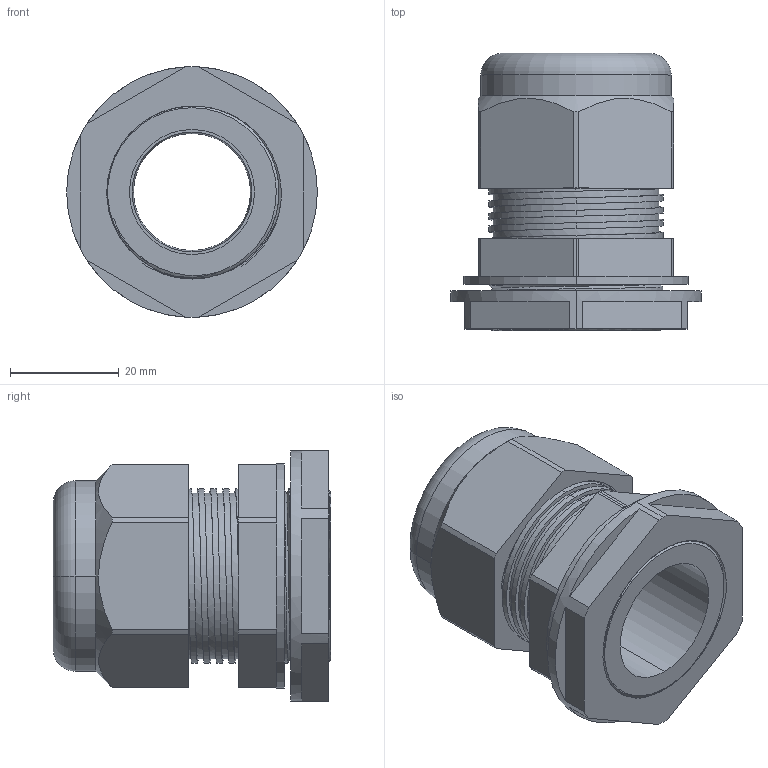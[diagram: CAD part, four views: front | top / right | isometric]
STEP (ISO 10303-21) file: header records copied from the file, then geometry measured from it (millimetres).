
FILE_DESCRIPTION (( 'STEP AP203' ), '1' );
FILE_NAME ('BM-ENX-14-W.step', '2016-02-11T13:25:52', ( '' ), ( '' ), 'SwSTEP 2.0', 'SolidWorks 2015', '' );
FILE_SCHEMA (( 'CONFIG_CONTROL_DESIGN' ));
Length unit declared in the file: millimetre
Products named in the file (1): BM-ENX-14-W
Bounding box: 46.1 x 51 x 46.1 mm (x, y, z)
Volume: 31090.6 mm3; surface area: 26204.1 mm2
Topology: 5 solids, 5 shells, 243 faces, 683 edges, 454 vertices
Faces by surface type: plane 139, cylinder 83, bspline 10, cone 7, torus 4
Entity records: 12254 total; most frequent: CARTESIAN_POINT 6100, ORIENTED_EDGE 1366, DIRECTION 1218, EDGE_CURVE 683, VERTEX_POINT 454, AXIS2_PLACEMENT_3D 439, VECTOR 340, LINE 340
